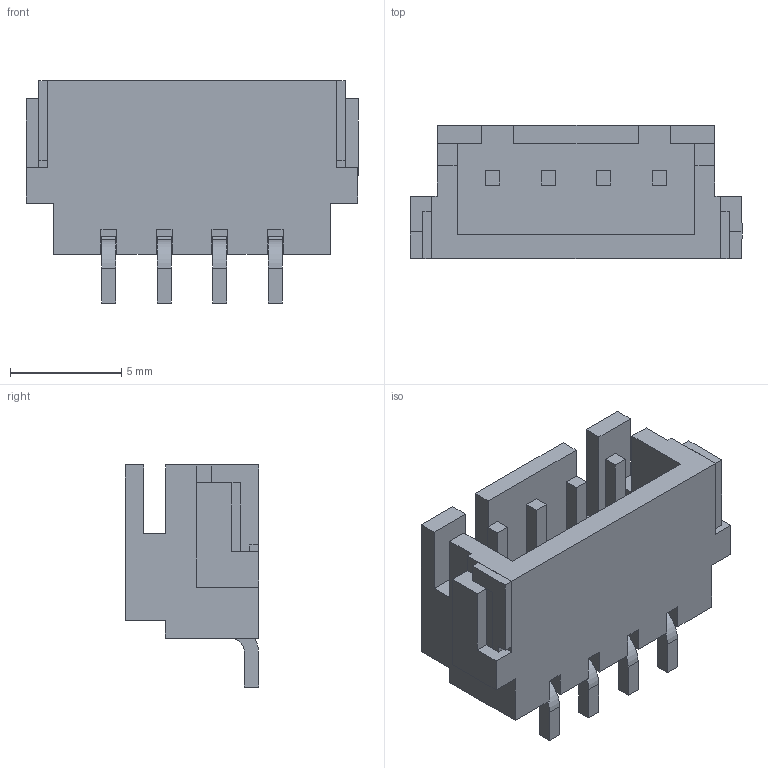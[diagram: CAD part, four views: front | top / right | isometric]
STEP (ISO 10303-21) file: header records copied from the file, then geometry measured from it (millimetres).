
FILE_DESCRIPTION (( 'STEP AP214' ), '1' );
FILE_NAME ('S4B-XH-SM4-TB_motor.STEP', '2017-07-15T13:49:24', ( '' ), ( '' ), 'SwSTEP 2.0', 'SolidWorks 2017', '' );
FILE_SCHEMA (( 'AUTOMOTIVE_DESIGN' ));
Length unit declared in the file: millimetre
Products named in the file (1): S4B-XH-SM4-TB_motor
Bounding box: 14.95 x 6 x 10 mm (x, y, z)
Volume: 361.3 mm3; surface area: 727.8 mm2
Topology: 1 solids, 1 shells, 153 faces, 419 edges, 276 vertices
Faces by surface type: plane 137, cylinder 16
Entity records: 5547 total; most frequent: CARTESIAN_POINT 849, ORIENTED_EDGE 838, DIRECTION 759, EDGE_CURVE 419, VECTOR 387, LINE 387, VERTEX_POINT 276, AXIS2_PLACEMENT_3D 186
